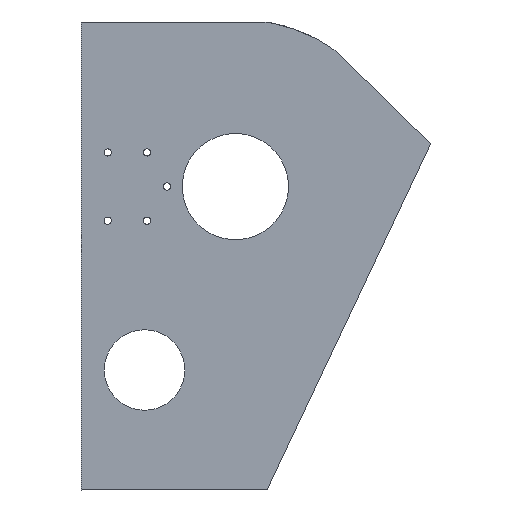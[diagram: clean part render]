
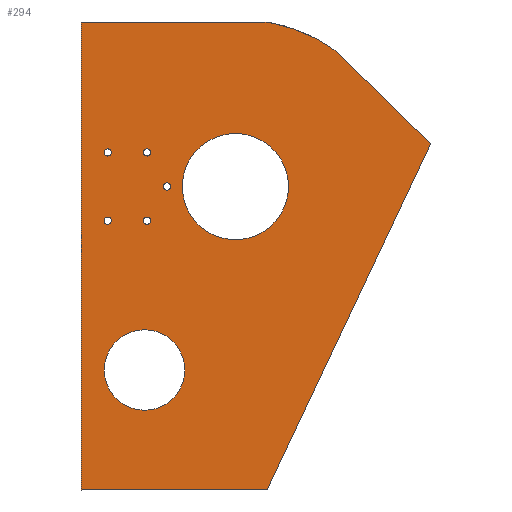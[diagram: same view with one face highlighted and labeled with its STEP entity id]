
A CAD part, front view. The second image highlights one B-rep face of the part: STEP entity #294.
In plain terms, the highlighted planar face has unit normal (0, -1, 0).
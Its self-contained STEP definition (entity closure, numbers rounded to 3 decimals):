
#22=FACE_BOUND('',#74,.T.);
#23=FACE_BOUND('',#75,.T.);
#24=FACE_BOUND('',#76,.T.);
#25=FACE_BOUND('',#77,.T.);
#26=FACE_BOUND('',#78,.T.);
#27=FACE_BOUND('',#79,.T.);
#28=FACE_BOUND('',#80,.T.);
#36=CIRCLE('',#323,31.);
#37=CIRCLE('',#324,23.5);
#38=CIRCLE('',#325,2.117);
#39=CIRCLE('',#326,2.117);
#40=CIRCLE('',#327,2.117);
#41=CIRCLE('',#328,2.117);
#42=CIRCLE('',#329,2.117);
#50=PLANE('',#322);
#58=FACE_OUTER_BOUND('',#73,.T.);
#73=EDGE_LOOP('',(#218,#219,#220,#221,#222,#223));
#74=EDGE_LOOP('',(#224));
#75=EDGE_LOOP('',(#225));
#76=EDGE_LOOP('',(#226));
#77=EDGE_LOOP('',(#227));
#78=EDGE_LOOP('',(#228));
#79=EDGE_LOOP('',(#229));
#80=EDGE_LOOP('',(#230));
#103=LINE('',#524,#126);
#104=LINE('',#526,#127);
#105=LINE('',#528,#128);
#106=LINE('',#530,#129);
#107=LINE('',#531,#130);
#126=VECTOR('',#356,10.);
#127=VECTOR('',#357,10.);
#128=VECTOR('',#358,10.);
#129=VECTOR('',#359,10.);
#130=VECTOR('',#360,10.);
#148=B_SPLINE_CURVE_WITH_KNOTS('',3,(#499,#500,#501,#502,#503,#504,#505,
#506,#507,#508,#509,#510,#511,#512,#513,#514,#515,#516,#517,#518,#519,#520),
 .UNSPECIFIED.,.F.,.F.,(4,3,3,3,3,3,3,4),(0.,0.07,0.141,
0.211,0.282,0.352,0.422,
0.493),.UNSPECIFIED.);
#151=VERTEX_POINT('',#496);
#152=VERTEX_POINT('',#498);
#153=VERTEX_POINT('',#523);
#154=VERTEX_POINT('',#525);
#155=VERTEX_POINT('',#527);
#156=VERTEX_POINT('',#529);
#157=VERTEX_POINT('',#532);
#158=VERTEX_POINT('',#534);
#159=VERTEX_POINT('',#536);
#160=VERTEX_POINT('',#538);
#161=VERTEX_POINT('',#540);
#162=VERTEX_POINT('',#542);
#163=VERTEX_POINT('',#544);
#177=EDGE_CURVE('',#151,#152,#148,.T.);
#179=EDGE_CURVE('',#153,#151,#103,.T.);
#180=EDGE_CURVE('',#153,#154,#104,.T.);
#181=EDGE_CURVE('',#155,#154,#105,.T.);
#182=EDGE_CURVE('',#156,#155,#106,.T.);
#183=EDGE_CURVE('',#152,#156,#107,.T.);
#184=EDGE_CURVE('',#157,#157,#36,.T.);
#185=EDGE_CURVE('',#158,#158,#37,.T.);
#186=EDGE_CURVE('',#159,#159,#38,.T.);
#187=EDGE_CURVE('',#160,#160,#39,.T.);
#188=EDGE_CURVE('',#161,#161,#40,.T.);
#189=EDGE_CURVE('',#162,#162,#41,.T.);
#190=EDGE_CURVE('',#163,#163,#42,.T.);
#218=ORIENTED_EDGE('',*,*,#177,.F.);
#219=ORIENTED_EDGE('',*,*,#179,.F.);
#220=ORIENTED_EDGE('',*,*,#180,.T.);
#221=ORIENTED_EDGE('',*,*,#181,.F.);
#222=ORIENTED_EDGE('',*,*,#182,.F.);
#223=ORIENTED_EDGE('',*,*,#183,.F.);
#224=ORIENTED_EDGE('',*,*,#184,.F.);
#225=ORIENTED_EDGE('',*,*,#185,.T.);
#226=ORIENTED_EDGE('',*,*,#186,.T.);
#227=ORIENTED_EDGE('',*,*,#187,.T.);
#228=ORIENTED_EDGE('',*,*,#188,.T.);
#229=ORIENTED_EDGE('',*,*,#189,.T.);
#230=ORIENTED_EDGE('',*,*,#190,.T.);
#294=ADVANCED_FACE('',(#58,#22,#23,#24,#25,#26,#27,#28),#50,.F.);
#322=AXIS2_PLACEMENT_3D('',#522,#354,#355);
#323=AXIS2_PLACEMENT_3D('',#533,#361,#362);
#324=AXIS2_PLACEMENT_3D('',#535,#363,#364);
#325=AXIS2_PLACEMENT_3D('',#537,#365,#366);
#326=AXIS2_PLACEMENT_3D('',#539,#367,#368);
#327=AXIS2_PLACEMENT_3D('',#541,#369,#370);
#328=AXIS2_PLACEMENT_3D('',#543,#371,#372);
#329=AXIS2_PLACEMENT_3D('',#545,#373,#374);
#354=DIRECTION('center_axis',(0.,1.,0.));
#355=DIRECTION('ref_axis',(1.,0.,0.));
#356=DIRECTION('',(1.,0.,0.));
#357=DIRECTION('',(0.,0.,-1.));
#358=DIRECTION('',(-1.,0.,0.));
#359=DIRECTION('',(-0.427,0.,-0.904));
#360=DIRECTION('',(0.717,0.,-0.697));
#361=DIRECTION('center_axis',(0.,-1.,0.));
#362=DIRECTION('ref_axis',(1.,0.,0.));
#363=DIRECTION('center_axis',(0.,1.,0.));
#364=DIRECTION('ref_axis',(1.,0.,0.));
#365=DIRECTION('center_axis',(0.,1.,0.));
#366=DIRECTION('ref_axis',(0.,0.,-1.));
#367=DIRECTION('center_axis',(0.,1.,0.));
#368=DIRECTION('ref_axis',(0.,0.,-1.));
#369=DIRECTION('center_axis',(0.,1.,0.));
#370=DIRECTION('ref_axis',(0.,0.,-1.));
#371=DIRECTION('center_axis',(0.,1.,0.));
#372=DIRECTION('ref_axis',(0.,0.,-1.));
#373=DIRECTION('center_axis',(0.,1.,0.));
#374=DIRECTION('ref_axis',(0.,0.,-1.));
#496=CARTESIAN_POINT('',(5.416,0.,96.));
#498=CARTESIAN_POINT('',(49.34,0.,78.162));
#499=CARTESIAN_POINT('Ctrl Pts',(5.416,0.,96.));
#500=CARTESIAN_POINT('Ctrl Pts',(5.647,0.,96.));
#501=CARTESIAN_POINT('Ctrl Pts',(6.689,0.,95.992));
#502=CARTESIAN_POINT('Ctrl Pts',(8.354,0.,95.801));
#503=CARTESIAN_POINT('Ctrl Pts',(10.018,0.,95.61));
#504=CARTESIAN_POINT('Ctrl Pts',(12.305,0.,95.235));
#505=CARTESIAN_POINT('Ctrl Pts',(14.979,0.,94.607));
#506=CARTESIAN_POINT('Ctrl Pts',(17.652,0.,93.979));
#507=CARTESIAN_POINT('Ctrl Pts',(20.711,0.,93.099));
#508=CARTESIAN_POINT('Ctrl Pts',(23.869,0.,91.997));
#509=CARTESIAN_POINT('Ctrl Pts',(27.028,0.,90.894));
#510=CARTESIAN_POINT('Ctrl Pts',(30.286,0.,89.57));
#511=CARTESIAN_POINT('Ctrl Pts',(33.319,0.,88.158));
#512=CARTESIAN_POINT('Ctrl Pts',(36.353,0.,86.746));
#513=CARTESIAN_POINT('Ctrl Pts',(39.162,0.,85.245));
#514=CARTESIAN_POINT('Ctrl Pts',(41.516,0.,83.831));
#515=CARTESIAN_POINT('Ctrl Pts',(43.87,0.,82.418));
#516=CARTESIAN_POINT('Ctrl Pts',(45.769,0.,81.091));
#517=CARTESIAN_POINT('Ctrl Pts',(47.095,0.,80.067));
#518=CARTESIAN_POINT('Ctrl Pts',(48.421,0.,79.044));
#519=CARTESIAN_POINT('Ctrl Pts',(49.174,0.,
78.323));
#520=CARTESIAN_POINT('Ctrl Pts',(49.34,0.,78.162));
#522=CARTESIAN_POINT('Origin',(2.,0.,-40.5));
#523=CARTESIAN_POINT('',(-100.,0.,96.));
#524=CARTESIAN_POINT('',(-100.,0.,96.));
#525=CARTESIAN_POINT('',(-100.,0.,-177.));
#526=CARTESIAN_POINT('',(-100.,0.,96.));
#527=CARTESIAN_POINT('',(8.515,0.,-177.));
#528=CARTESIAN_POINT('',(8.515,0.,-177.));
#529=CARTESIAN_POINT('',(104.,0.,25.));
#530=CARTESIAN_POINT('',(104.,0.,25.));
#531=CARTESIAN_POINT('',(31.,0.,96.));
#532=CARTESIAN_POINT('',(-41.,0.,0.));
#533=CARTESIAN_POINT('Origin',(-10.,0.,0.));
#534=CARTESIAN_POINT('',(-86.5,0.,-107.));
#535=CARTESIAN_POINT('Origin',(-63.,0.,-107.));
#536=CARTESIAN_POINT('',(-84.5,0.,22.037));
#537=CARTESIAN_POINT('Origin',(-84.5,0.,19.92));
#538=CARTESIAN_POINT('',(-61.5,0.,-17.803));
#539=CARTESIAN_POINT('Origin',(-61.5,0.,-19.92));
#540=CARTESIAN_POINT('',(-50.,0.,2.117));
#541=CARTESIAN_POINT('Origin',(-50.,0.,0.));
#542=CARTESIAN_POINT('',(-61.5,0.,22.037));
#543=CARTESIAN_POINT('Origin',(-61.5,0.,19.92));
#544=CARTESIAN_POINT('',(-84.5,0.,-17.803));
#545=CARTESIAN_POINT('Origin',(-84.5,0.,-19.92));
